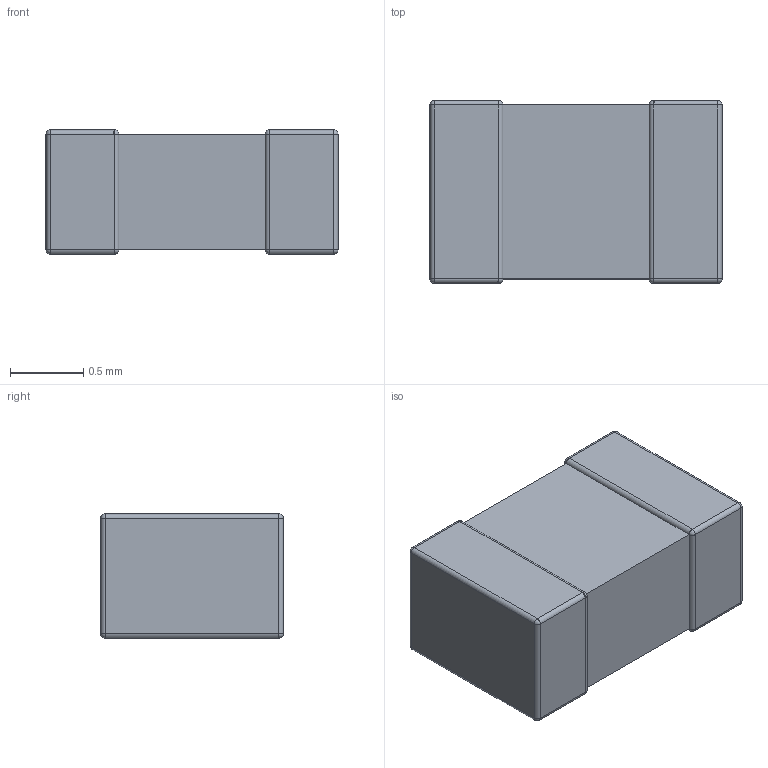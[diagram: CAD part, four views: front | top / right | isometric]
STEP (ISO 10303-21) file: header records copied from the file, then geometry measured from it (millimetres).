
FILE_DESCRIPTION(/* description */ (''),/* implementation_level */ '2;1');
FILE_NAME(/* name */ 'R0805.step',/* time_stamp */ '2018-09-04T10:10:21-04:00',/* author */ (''),/* organization */ (''),/* preprocessor_version */ 'ST-DEVELOPER v17.2',/* originating_system */ 'Autodesk Translation Framework v7.6.0.251',/* authorisation */ '');
FILE_SCHEMA (('AUTOMOTIVE_DESIGN { 1 0 10303 214 3 1 1 }'));
Length unit declared in the file: millimetre
Products named in the file (1): User Library-FB_2012_Pad001
Bounding box: 2 x 1.25 x 0.85 mm (x, y, z)
Volume: 2 mm3; surface area: 21.5 mm2
Topology: 3 solids, 3 shells, 66 faces, 139 edges, 64 vertices
Faces by surface type: plane 26, cylinder 24, sphere 16
Entity records: 1643 total; most frequent: DIRECTION 306, CARTESIAN_POINT 255, ORIENTED_EDGE 248, EDGE_CURVE 124, AXIS2_PLACEMENT_3D 115, LINE 76, VECTOR 76, FACE_OUTER_BOUND 66
